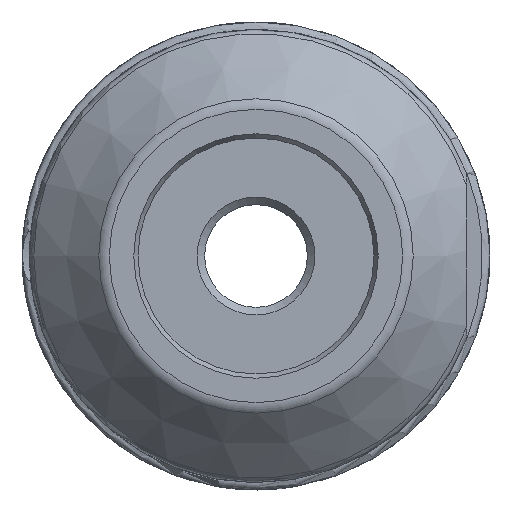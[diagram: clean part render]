
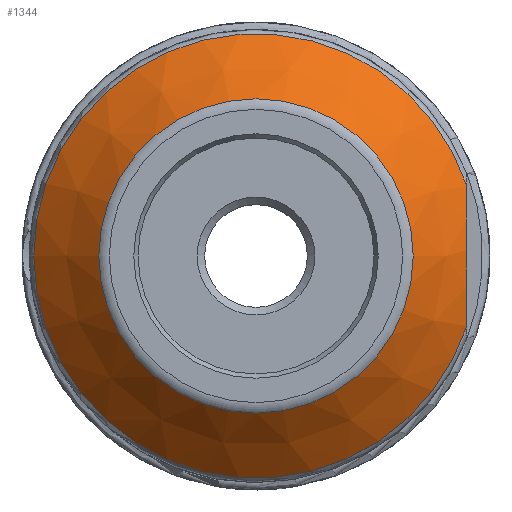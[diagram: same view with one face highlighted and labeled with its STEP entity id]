
A CAD part, front view. The second image highlights one B-rep face of the part: STEP entity #1344.
In plain terms, the highlighted conical face has half-angle 45 degrees and reference radius 25.537 mm.
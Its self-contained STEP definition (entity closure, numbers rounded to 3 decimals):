
#48=CONICAL_SURFACE('',#1466,25.537,0.785);
#73=(
BOUNDED_CURVE()
B_SPLINE_CURVE(2,(#1970,#1971,#1972),.UNSPECIFIED.,.F.,.F.)
B_SPLINE_CURVE_WITH_KNOTS((3,3),(0.,1.904),.UNSPECIFIED.)
CURVE()
GEOMETRIC_REPRESENTATION_ITEM()
RATIONAL_B_SPLINE_CURVE((1.,1.053,1.))
REPRESENTATION_ITEM('')
);
#148=FACE_OUTER_BOUND('',#225,.T.);
#225=EDGE_LOOP('',(#975,#976,#977,#978,#979,#980,#981,#982));
#298=LINE('',#2191,#366);
#366=VECTOR('',#1688,25.537);
#452=CIRCLE('',#1463,21.16);
#453=CIRCLE('',#1464,21.16);
#454=CIRCLE('',#1465,21.16);
#455=CIRCLE('',#1467,29.914);
#456=CIRCLE('',#1468,29.914);
#514=VERTEX_POINT('',#1956);
#515=VERTEX_POINT('',#1969);
#549=VERTEX_POINT('',#2182);
#550=VERTEX_POINT('',#2184);
#551=VERTEX_POINT('',#2186);
#552=VERTEX_POINT('',#2190);
#661=EDGE_CURVE('',#515,#514,#73,.T.);
#711=EDGE_CURVE('',#549,#550,#452,.T.);
#712=EDGE_CURVE('',#550,#551,#453,.T.);
#713=EDGE_CURVE('',#551,#549,#454,.T.);
#714=EDGE_CURVE('',#550,#552,#298,.T.);
#715=EDGE_CURVE('',#515,#552,#455,.T.);
#716=EDGE_CURVE('',#552,#514,#456,.T.);
#975=ORIENTED_EDGE('',*,*,#713,.F.);
#976=ORIENTED_EDGE('',*,*,#712,.F.);
#977=ORIENTED_EDGE('',*,*,#714,.T.);
#978=ORIENTED_EDGE('',*,*,#715,.F.);
#979=ORIENTED_EDGE('',*,*,#661,.T.);
#980=ORIENTED_EDGE('',*,*,#716,.F.);
#981=ORIENTED_EDGE('',*,*,#714,.F.);
#982=ORIENTED_EDGE('',*,*,#711,.F.);
#1344=ADVANCED_FACE('',(#148),#48,.T.);
#1463=AXIS2_PLACEMENT_3D('',#2185,#1680,#1681);
#1464=AXIS2_PLACEMENT_3D('',#2187,#1682,#1683);
#1465=AXIS2_PLACEMENT_3D('',#2188,#1684,#1685);
#1466=AXIS2_PLACEMENT_3D('',#2189,#1686,#1687);
#1467=AXIS2_PLACEMENT_3D('',#2192,#1689,#1690);
#1468=AXIS2_PLACEMENT_3D('',#2193,#1691,#1692);
#1680=DIRECTION('center_axis',(0.,-1.,0.));
#1681=DIRECTION('ref_axis',(-1.,0.,0.));
#1682=DIRECTION('center_axis',(0.,-1.,0.));
#1683=DIRECTION('ref_axis',(-1.,0.,0.));
#1684=DIRECTION('center_axis',(0.,-1.,0.));
#1685=DIRECTION('ref_axis',(-1.,0.,0.));
#1686=DIRECTION('center_axis',(0.,1.,0.));
#1687=DIRECTION('ref_axis',(1.,0.,0.));
#1688=DIRECTION('',(-0.707,0.707,0.));
#1689=DIRECTION('center_axis',(0.,1.,0.));
#1690=DIRECTION('ref_axis',(-1.,0.,0.));
#1691=DIRECTION('center_axis',(0.,1.,0.));
#1692=DIRECTION('ref_axis',(-1.,0.,0.));
#1956=CARTESIAN_POINT('',(28.4,-55.66,9.397));
#1969=CARTESIAN_POINT('',(28.4,-55.66,-9.397));
#1970=CARTESIAN_POINT('Ctrl Pts',(28.4,-55.66,-9.397));
#1971=CARTESIAN_POINT('Ctrl Pts',(28.4,-58.612,0.));
#1972=CARTESIAN_POINT('Ctrl Pts',(28.4,-55.66,9.397));
#2182=CARTESIAN_POINT('',(0.,-64.414,21.16));
#2184=CARTESIAN_POINT('',(-21.16,-64.414,0.));
#2185=CARTESIAN_POINT('Origin',(0.,-64.414,0.));
#2186=CARTESIAN_POINT('',(21.16,-64.414,0.));
#2187=CARTESIAN_POINT('Origin',(0.,-64.414,0.));
#2188=CARTESIAN_POINT('Origin',(0.,-64.414,0.));
#2189=CARTESIAN_POINT('Origin',(0.,-60.037,0.));
#2190=CARTESIAN_POINT('',(-29.914,-55.66,0.));
#2191=CARTESIAN_POINT('',(-25.537,-60.037,0.));
#2192=CARTESIAN_POINT('Origin',(0.,-55.66,0.));
#2193=CARTESIAN_POINT('Origin',(0.,-55.66,0.));
